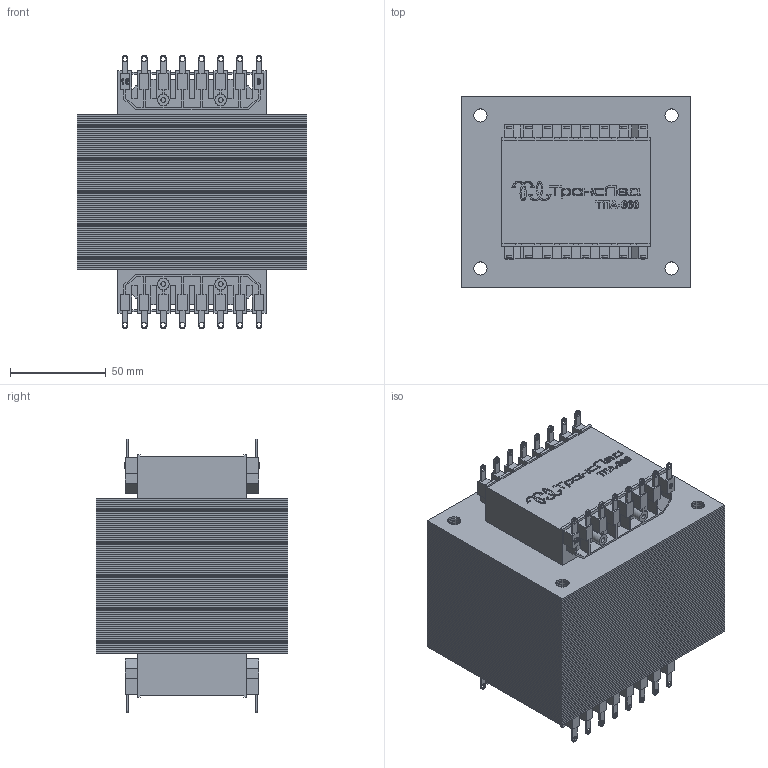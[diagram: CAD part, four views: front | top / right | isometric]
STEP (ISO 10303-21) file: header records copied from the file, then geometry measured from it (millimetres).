
FILE_DESCRIPTION(/* description */ (''),/* implementation_level */ '2;1');
FILE_NAME(/* name */ 'TPA-360.step',/* time_stamp */ '2022-10-30T16:12:24+03:00',/* author */ (''),/* organization */ (''),/* preprocessor_version */ 'ST-DEVELOPER v19',/* originating_system */ 'Autodesk Translation Framework v11.7.0.108',/* authorisation */ '');
FILE_SCHEMA (('AUTOMOTIVE_DESIGN { 1 0 10303 214 3 1 1 }'));
Products named in the file (1): (Unsaved)
Bounding box: 120 x 100 x 143 mm (x, y, z)
Volume: 1090626.9 mm3; surface area: 1514031.8 mm2
Topology: 132 solids, 132 shells, 2388 faces, 6386 edges, 4220 vertices
Faces by surface type: plane 1648, cylinder 426, bspline 314
Full cylindrical faces by diameter (mm): 2.5 x8, 7 x300
Entity records: 77676 total; most frequent: CARTESIAN_POINT 17534, ORIENTED_EDGE 12772, DIRECTION 10855, EDGE_CURVE 6386, LINE 4905, VECTOR 4905, VERTEX_POINT 4220, EDGE_LOOP 3200
